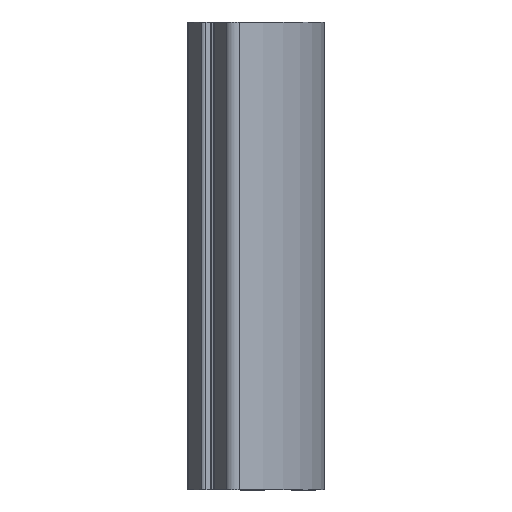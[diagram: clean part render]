
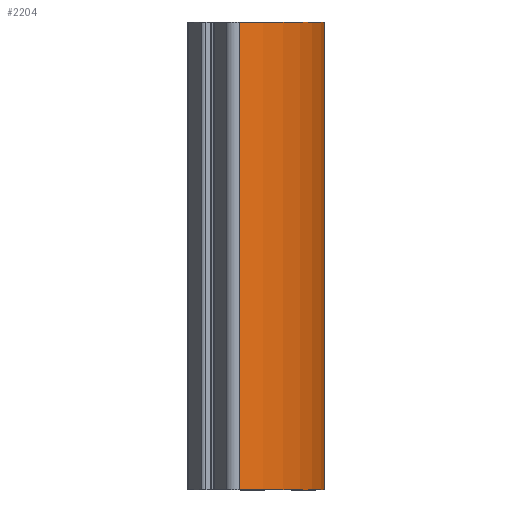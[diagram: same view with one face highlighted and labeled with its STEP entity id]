
A CAD part, top view. The second image highlights one B-rep face of the part: STEP entity #2204.
In plain terms, the highlighted cylindrical face has radius 80 mm (diameter 160 mm), a partial arc.
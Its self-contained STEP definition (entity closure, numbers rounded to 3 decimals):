
#120=FACE_OUTER_BOUND('',#235,.T.);
#235=EDGE_LOOP('',(#1609,#1610,#1611,#1612));
#404=LINE('',#3583,#592);
#405=LINE('',#3589,#593);
#592=VECTOR('',#2867,200.);
#593=VECTOR('',#2874,200.);
#755=CIRCLE('',#2390,80.);
#756=CIRCLE('',#2391,80.);
#951=VERTEX_POINT('',#3580);
#952=VERTEX_POINT('',#3582);
#953=VERTEX_POINT('',#3586);
#954=VERTEX_POINT('',#3588);
#1223=EDGE_CURVE('',#951,#952,#404,.T.);
#1225=EDGE_CURVE('',#951,#953,#755,.T.);
#1226=EDGE_CURVE('',#953,#954,#405,.T.);
#1227=EDGE_CURVE('',#952,#954,#756,.T.);
#1609=ORIENTED_EDGE('',*,*,#1225,.T.);
#1610=ORIENTED_EDGE('',*,*,#1226,.T.);
#1611=ORIENTED_EDGE('',*,*,#1227,.F.);
#1612=ORIENTED_EDGE('',*,*,#1223,.F.);
#2111=CYLINDRICAL_SURFACE('',#2389,80.);
#2204=ADVANCED_FACE('',(#120),#2111,.T.);
#2389=AXIS2_PLACEMENT_3D('',#3585,#2870,#2871);
#2390=AXIS2_PLACEMENT_3D('',#3587,#2872,#2873);
#2391=AXIS2_PLACEMENT_3D('',#3590,#2875,#2876);
#2867=DIRECTION('',(0.,-1.,0.));
#2870=DIRECTION('center_axis',(0.,1.,0.));
#2871=DIRECTION('ref_axis',(-0.545,0.,-0.839));
#2872=DIRECTION('center_axis',(0.,-1.,0.));
#2873=DIRECTION('ref_axis',(-0.545,0.,-0.839));
#2874=DIRECTION('',(0.,-1.,0.));
#2875=DIRECTION('center_axis',(0.,-1.,0.));
#2876=DIRECTION('ref_axis',(-0.545,0.,-0.839));
#3580=CARTESIAN_POINT('',(27.927,200.,-25.789));
#3582=CARTESIAN_POINT('',(27.927,0.,-25.789));
#3583=CARTESIAN_POINT('',(27.927,0.,-25.789));
#3585=CARTESIAN_POINT('Origin',(-51.962,0.,-30.));
#3586=CARTESIAN_POINT('',(-8.371,200.,37.081));
#3587=CARTESIAN_POINT('Origin',(-51.962,200.,-30.));
#3588=CARTESIAN_POINT('',(-8.371,0.,37.081));
#3589=CARTESIAN_POINT('',(-8.371,0.,37.081));
#3590=CARTESIAN_POINT('Origin',(-51.962,0.,-30.));
